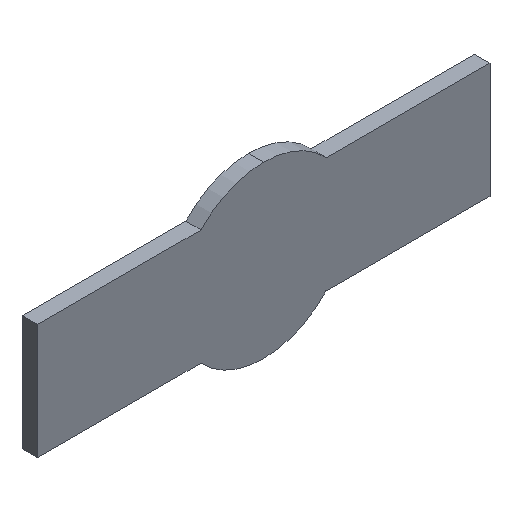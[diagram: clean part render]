
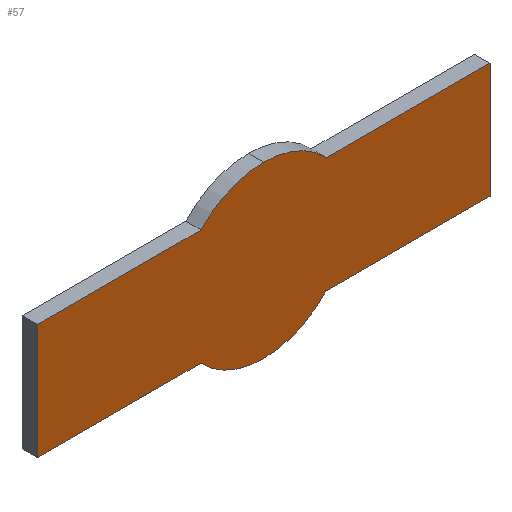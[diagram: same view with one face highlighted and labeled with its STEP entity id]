
A CAD part, isometric view. The second image highlights one B-rep face of the part: STEP entity #57.
In plain terms, the highlighted planar face has unit normal (0, -1, 0).
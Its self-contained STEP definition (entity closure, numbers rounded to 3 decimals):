
#57=ADVANCED_FACE('',(#109),#110,.F.);
#109=FACE_OUTER_BOUND('',#153,.T.);
#110=PLANE('',#154);
#153=EDGE_LOOP('',(#241,#242,#243,#244,#245,#246,#247,#248,#249,#250));
#154=AXIS2_PLACEMENT_3D('',#251,#252,#253);
#241=ORIENTED_EDGE('',*,*,#278,.F.);
#242=ORIENTED_EDGE('',*,*,#307,.F.);
#243=ORIENTED_EDGE('',*,*,#303,.F.);
#244=ORIENTED_EDGE('',*,*,#299,.F.);
#245=ORIENTED_EDGE('',*,*,#295,.F.);
#246=ORIENTED_EDGE('',*,*,#273,.F.);
#247=ORIENTED_EDGE('',*,*,#292,.F.);
#248=ORIENTED_EDGE('',*,*,#288,.F.);
#249=ORIENTED_EDGE('',*,*,#284,.F.);
#250=ORIENTED_EDGE('',*,*,#280,.F.);
#251=CARTESIAN_POINT('',(22.5,-1.5,0.));
#252=DIRECTION('',(-0.0,1.0,0.0));
#253=DIRECTION('',(1.0,0.0,0.0));
#273=EDGE_CURVE('',#318,#314,#320,.T.);
#278=EDGE_CURVE('',#327,#323,#329,.T.);
#280=EDGE_CURVE('',#323,#331,#332,.T.);
#284=EDGE_CURVE('',#331,#337,#338,.T.);
#288=EDGE_CURVE('',#337,#343,#344,.T.);
#292=EDGE_CURVE('',#343,#318,#349,.T.);
#295=EDGE_CURVE('',#314,#352,#353,.T.);
#299=EDGE_CURVE('',#352,#358,#359,.T.);
#303=EDGE_CURVE('',#358,#364,#365,.T.);
#307=EDGE_CURVE('',#364,#327,#370,.T.);
#314=VERTEX_POINT('',#377);
#318=VERTEX_POINT('',#382);
#320=CIRCLE('',#385,8.382);
#323=VERTEX_POINT('',#388);
#327=VERTEX_POINT('',#393);
#329=CIRCLE('',#396,8.382);
#331=VERTEX_POINT('',#398);
#332=CIRCLE('',#399,8.382);
#337=VERTEX_POINT('',#405);
#338=LINE('',#406,#407);
#343=VERTEX_POINT('',#414);
#344=LINE('',#415,#416);
#349=LINE('',#423,#424);
#352=VERTEX_POINT('',#428);
#353=CIRCLE('',#429,8.382);
#358=VERTEX_POINT('',#435);
#359=LINE('',#436,#437);
#364=VERTEX_POINT('',#444);
#365=LINE('',#445,#446);
#370=LINE('',#453,#454);
#377=CARTESIAN_POINT('',(22.5,-1.5,8.382));
#382=CARTESIAN_POINT('',(16.338,-1.5,5.682));
#385=AXIS2_PLACEMENT_3D('',#465,#466,#467);
#388=CARTESIAN_POINT('',(22.5,-1.5,-8.382));
#393=CARTESIAN_POINT('',(28.662,-1.5,-5.682));
#396=AXIS2_PLACEMENT_3D('',#473,#474,#475);
#398=CARTESIAN_POINT('',(16.338,-1.5,-5.682));
#399=AXIS2_PLACEMENT_3D('',#476,#477,#478);
#405=CARTESIAN_POINT('',(0.193,-1.5,-5.682));
#406=CARTESIAN_POINT('',(16.338,-1.5,-5.682));
#407=VECTOR('',#483,16.145);
#414=CARTESIAN_POINT('',(0.193,-1.5,5.682));
#415=CARTESIAN_POINT('',(0.193,-1.5,-5.682));
#416=VECTOR('',#486,11.363);
#423=CARTESIAN_POINT('',(0.193,-1.5,5.682));
#424=VECTOR('',#489,16.145);
#428=CARTESIAN_POINT('',(28.662,-1.5,5.682));
#429=AXIS2_PLACEMENT_3D('',#491,#492,#493);
#435=CARTESIAN_POINT('',(44.807,-1.5,5.682));
#436=CARTESIAN_POINT('',(28.662,-1.5,5.682));
#437=VECTOR('',#498,16.145);
#444=CARTESIAN_POINT('',(44.807,-1.5,-5.682));
#445=CARTESIAN_POINT('',(44.807,-1.5,5.682));
#446=VECTOR('',#501,11.363);
#453=CARTESIAN_POINT('',(44.807,-1.5,-5.682));
#454=VECTOR('',#504,16.145);
#465=CARTESIAN_POINT('',(22.5,-1.5,0.));
#466=DIRECTION('',(-0.0,1.0,0.0));
#467=DIRECTION('',(0.,0.0,1.0));
#473=CARTESIAN_POINT('',(22.5,-1.5,0.));
#474=DIRECTION('',(0.0,1.0,0.0));
#475=DIRECTION('',(0.,0.0,-1.0));
#476=CARTESIAN_POINT('',(22.5,-1.5,0.));
#477=DIRECTION('',(0.0,1.0,0.0));
#478=DIRECTION('',(0.,0.0,-1.0));
#483=DIRECTION('',(-1.,0.0,0.));
#486=DIRECTION('',(0.0,0.0,1.0));
#489=DIRECTION('',(1.0,0.0,0.0));
#491=CARTESIAN_POINT('',(22.5,-1.5,0.));
#492=DIRECTION('',(-0.0,1.0,0.0));
#493=DIRECTION('',(0.,0.0,1.0));
#498=DIRECTION('',(1.0,0.0,0.));
#501=DIRECTION('',(0.0,0.0,-1.0));
#504=DIRECTION('',(-1.,0.0,0.));
